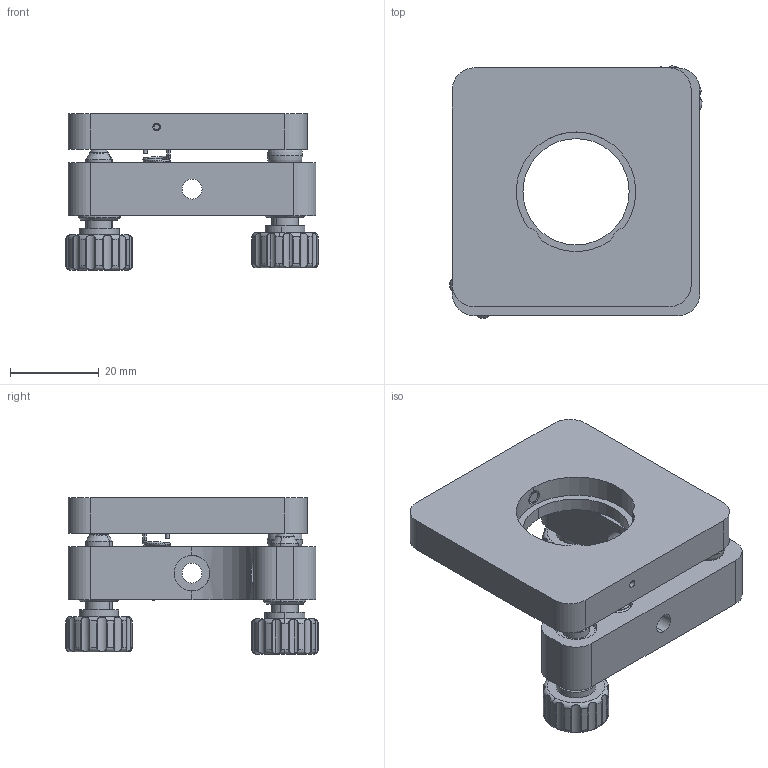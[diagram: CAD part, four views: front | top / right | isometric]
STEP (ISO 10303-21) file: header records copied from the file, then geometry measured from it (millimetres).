
FILE_DESCRIPTION (( 'STEP AP203' ), '1' );
FILE_NAME ('04UPM-1(M).STEP', '2016-04-15T06:05:51', ( '' ), ( '' ), 'SwSTEP 2.0', 'SolidWorks 2016', '' );
FILE_SCHEMA (( 'CONFIG_CONTROL_DESIGN' ));
Length unit declared in the file: millimetre
Products named in the file (1): 04UPM-1(M)
Bounding box: 56.98 x 56.98 x 35.33 mm (x, y, z)
Volume: 36334.5 mm3; surface area: 20235 mm2
Topology: 21 solids, 21 shells, 413 faces, 1048 edges, 682 vertices
Faces by surface type: cylinder 238, plane 111, torus 32, cone 19, sphere 9, bspline 4
Entity records: 17381 total; most frequent: CARTESIAN_POINT 7427, DIRECTION 2074, ORIENTED_EDGE 2054, EDGE_CURVE 1027, AXIS2_PLACEMENT_3D 823, VERTEX_POINT 672, EDGE_LOOP 457, VECTOR 428
